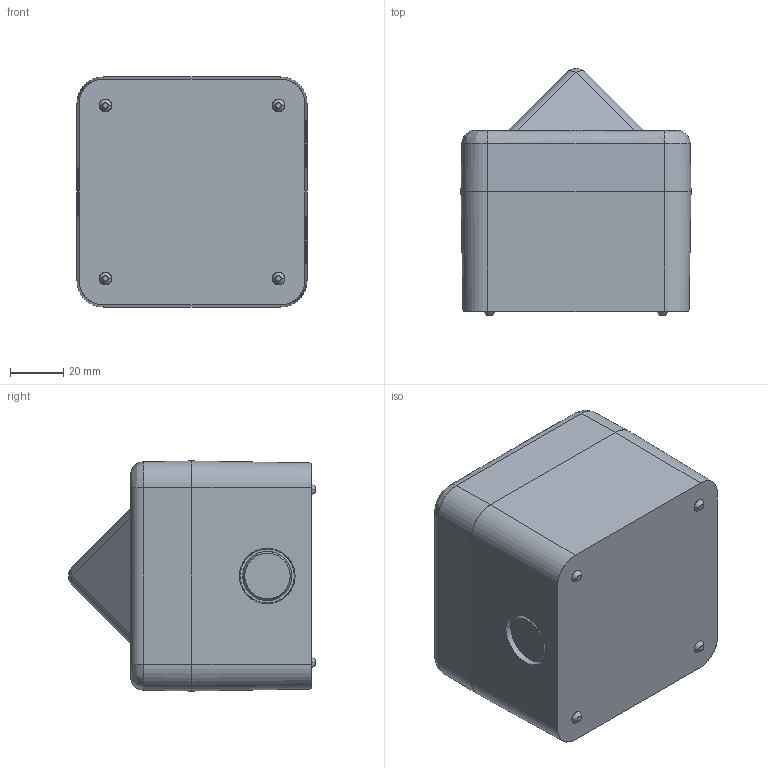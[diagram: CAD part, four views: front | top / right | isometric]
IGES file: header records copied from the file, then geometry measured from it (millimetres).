
Start section: SolidWorks IGES file using analytic representation for surfaces
Global section: file name: SK0263-Sonora-3D_Issue_A.IGS; native system: SolidWorks 2017; preprocessor: SolidWorks 2017; author: madhav.vyas; date: 170525.123244; units: millimetre
Bounding box: 86.4 x 92.73 x 86.4 mm (x, y, z)
Surface area: 62974.6 mm2 (no closed solid volume)
Topology: 0 solids, 0 shells, 358 faces, 7588 edges, 7574 vertices
Faces by surface type: revolution 214, bspline 144
